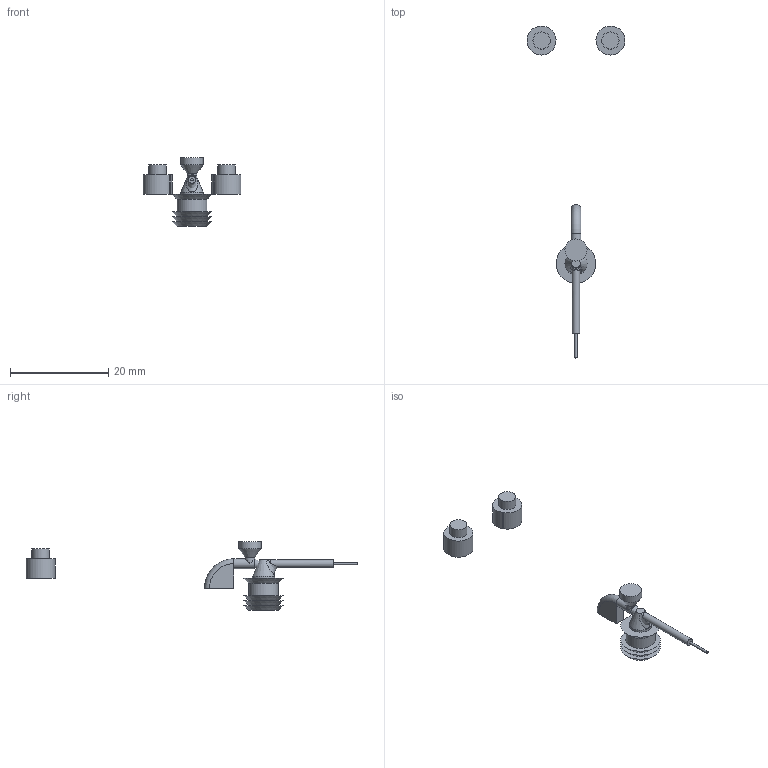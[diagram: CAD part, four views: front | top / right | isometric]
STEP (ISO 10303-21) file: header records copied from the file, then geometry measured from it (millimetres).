
FILE_DESCRIPTION(/* description */ (''),/* implementation_level */ '2;1');
FILE_NAME(/* name */ 'Electrode Holder Template with Barb.step',/* time_stamp */ '2022-02-14T15:42:44-05:00',/* author */ (''),/* organization */ (''),/* preprocessor_version */ 'ST-DEVELOPER v18.1',/* originating_system */ 'Autodesk Translation Framework v10.13.0.1454',/* authorisation */ '');
FILE_SCHEMA (('AUTOMOTIVE_DESIGN { 1 0 10303 214 3 1 1 }'));
Length unit declared in the file: millimetre
Products named in the file (4): Electrode Holder Template; Electrode Path (1); Electrolyte Path; Mounting Pin Locations
Assembly tree (3 placements, depth 2):
  Electrode Holder Template
    Electrode Path (1)
    Electrolyte Path
    Mounting Pin Locations
Bounding box: 19.9 x 67.43 x 14 mm (x, y, z)
Volume: 653.9 mm3; surface area: 1100.5 mm2
Topology: 5 solids, 5 shells, 46 faces, 81 edges, 48 vertices
Faces by surface type: plane 20, cylinder 13, cone 7, bspline 5, torus 1
Full cylindrical faces by diameter (mm): 0.5 x1, 1.5 x1, 2 x2, 3.5 x2, 4.5 x3, 6 x1
Entity records: 1649 total; most frequent: CARTESIAN_POINT 624, DIRECTION 211, ORIENTED_EDGE 158, AXIS2_PLACEMENT_3D 92, EDGE_CURVE 79, EDGE_LOOP 53, VERTEX_POINT 48, FACE_OUTER_BOUND 46
